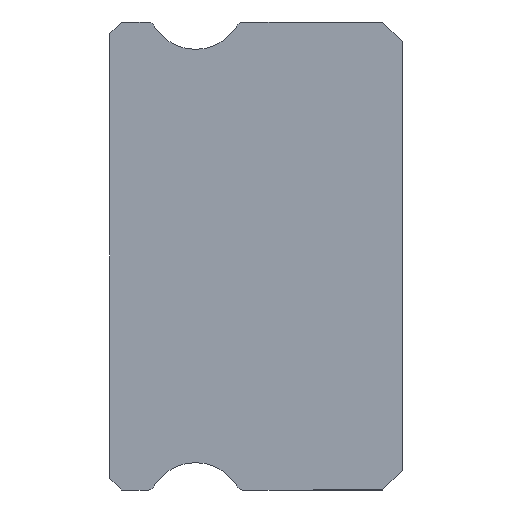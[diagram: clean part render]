
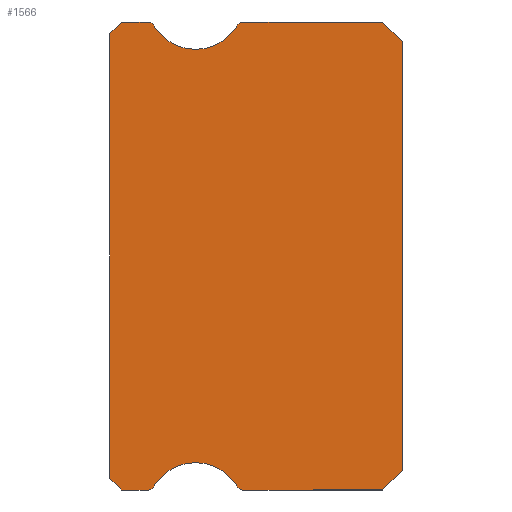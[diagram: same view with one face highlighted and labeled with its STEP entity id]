
A CAD part, left-side view. The second image highlights one B-rep face of the part: STEP entity #1566.
In plain terms, the highlighted planar face has unit normal (-1, 0, 0).
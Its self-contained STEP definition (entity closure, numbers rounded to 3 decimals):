
#44 = CARTESIAN_POINT ( 'NONE',  ( -10., 5.3, 5.3 ) ) ;
#49 = CARTESIAN_POINT ( 'NONE',  ( -10., 0., 5.5 ) ) ;
#56 = CARTESIAN_POINT ( 'NONE',  ( -10., 6.512, 5.85 ) ) ;
#94 = CARTESIAN_POINT ( 'NONE',  ( -10., 7.2, -6. ) ) ;
#118 = VECTOR ( 'NONE', #3263, 1000. ) ;
#172 = CARTESIAN_POINT ( 'NONE',  ( -10., 6.512, 5.85 ) ) ;
#211 = EDGE_CURVE ( 'NONE', #2629, #289, #1976, .T. ) ;
#260 = DIRECTION ( 'NONE',  ( 1., 0., 0. ) ) ;
#276 = AXIS2_PLACEMENT_3D ( 'NONE', #56, #1093, #2114 ) ;
#289 = VERTEX_POINT ( 'NONE', #2643 ) ;
#337 = CARTESIAN_POINT ( 'NONE',  ( -10., 0.5, 6. ) ) ;
#352 = DIRECTION ( 'NONE',  ( 0., 0.707, -0.707 ) ) ;
#364 = DIRECTION ( 'NONE',  ( 0., 1., 0. ) ) ;
#377 = EDGE_CURVE ( 'NONE', #3266, #1045, #2671, .T. ) ;
#430 = ORIENTED_EDGE ( 'NONE', *, *, #2791, .F. ) ;
#500 = ORIENTED_EDGE ( 'NONE', *, *, #1776, .F. ) ;
#514 = ORIENTED_EDGE ( 'NONE', *, *, #377, .F. ) ;
#525 = CARTESIAN_POINT ( 'NONE',  ( -10., 5.3, 6.55 ) ) ;
#566 = DIRECTION ( 'NONE',  ( 0., 0., -1. ) ) ;
#578 = CARTESIAN_POINT ( 'NONE',  ( -10., 6.512, 6. ) ) ;
#587 = CIRCLE ( 'NONE', #1387, 1.25 ) ;
#607 = VECTOR ( 'NONE', #364, 1000. ) ;
#643 = DIRECTION ( 'NONE',  ( 1., 0., 0. ) ) ;
#660 = ORIENTED_EDGE ( 'NONE', *, *, #1724, .F. ) ;
#765 = DIRECTION ( 'NONE',  ( 0., -1., 0. ) ) ;
#778 = VECTOR ( 'NONE', #1359, 1000. ) ;
#792 = VERTEX_POINT ( 'NONE', #3102 ) ;
#798 = EDGE_CURVE ( 'NONE', #3212, #885, #1872, .T. ) ;
#865 = CARTESIAN_POINT ( 'NONE',  ( -10., 7.5, 5.85 ) ) ;
#878 = CARTESIAN_POINT ( 'NONE',  ( -10., 7.2, -6. ) ) ;
#885 = VERTEX_POINT ( 'NONE', #951 ) ;
#903 = CARTESIAN_POINT ( 'NONE',  ( -10., 6.512, -6. ) ) ;
#918 = LINE ( 'NONE', #903, #1361 ) ;
#935 = VECTOR ( 'NONE', #2858, 1000. ) ;
#951 = CARTESIAN_POINT ( 'NONE',  ( -10., 6.383, 5.925 ) ) ;
#956 = CARTESIAN_POINT ( 'NONE',  ( -10., 0.5, 6. ) ) ;
#957 = CARTESIAN_POINT ( 'NONE',  ( -10., 0.5, -6. ) ) ;
#993 = ORIENTED_EDGE ( 'NONE', *, *, #1151, .F. ) ;
#1010 = CARTESIAN_POINT ( 'NONE',  ( -10., 7.5, -5.7 ) ) ;
#1016 = EDGE_LOOP ( 'NONE', ( #1663, #2502, #1968, #2563, #660, #2792, #1248, #3249, #430, #2084, #514, #500, #993, #2912, #2410, #1536, #2531 ) ) ;
#1020 = CARTESIAN_POINT ( 'NONE',  ( -10., 0., -5.5 ) ) ;
#1027 = DIRECTION ( 'NONE',  ( -1., 0., 0. ) ) ;
#1045 = VERTEX_POINT ( 'NONE', #49 ) ;
#1055 = DIRECTION ( 'NONE',  ( 0., 0., -1. ) ) ;
#1074 = LINE ( 'NONE', #865, #935 ) ;
#1078 = CARTESIAN_POINT ( 'NONE',  ( -10., 7.5, 5.7 ) ) ;
#1092 = VERTEX_POINT ( 'NONE', #1078 ) ;
#1093 = DIRECTION ( 'NONE',  ( 1., 0., 0. ) ) ;
#1140 = AXIS2_PLACEMENT_3D ( 'NONE', #2195, #1433, #2180 ) ;
#1150 = CIRCLE ( 'NONE', #1216, 0.15 ) ;
#1151 = EDGE_CURVE ( 'NONE', #1821, #2212, #1809, .T. ) ;
#1183 = DIRECTION ( 'NONE',  ( 0., 0., -1. ) ) ;
#1184 = CARTESIAN_POINT ( 'NONE',  ( -10., 4.217, -5.925 ) ) ;
#1208 = DIRECTION ( 'NONE',  ( 0., 0., -1. ) ) ;
#1211 = VECTOR ( 'NONE', #352, 1000. ) ;
#1216 = AXIS2_PLACEMENT_3D ( 'NONE', #2058, #260, #1524 ) ;
#1248 = ORIENTED_EDGE ( 'NONE', *, *, #2235, .F. ) ;
#1312 = VERTEX_POINT ( 'NONE', #2011 ) ;
#1345 = EDGE_CURVE ( 'NONE', #885, #1360, #2174, .T. ) ;
#1353 = LINE ( 'NONE', #94, #2433 ) ;
#1359 = DIRECTION ( 'NONE',  ( 0., 0., 1. ) ) ;
#1360 = VERTEX_POINT ( 'NONE', #44 ) ;
#1361 = VECTOR ( 'NONE', #1940, 1000. ) ;
#1387 = AXIS2_PLACEMENT_3D ( 'NONE', #1454, #2535, #1208 ) ;
#1433 = DIRECTION ( 'NONE',  ( 1., 0., 0. ) ) ;
#1438 = EDGE_CURVE ( 'NONE', #792, #1092, #2148, .T. ) ;
#1454 = CARTESIAN_POINT ( 'NONE',  ( -10., 5.3, 6.55 ) ) ;
#1500 = EDGE_CURVE ( 'NONE', #1691, #2439, #1353, .T. ) ;
#1524 = DIRECTION ( 'NONE',  ( 0., 0., -1. ) ) ;
#1536 = ORIENTED_EDGE ( 'NONE', *, *, #798, .F. ) ;
#1566 = ADVANCED_FACE ( 'NONE', ( #1955 ), #2263, .F. ) ;
#1581 = VERTEX_POINT ( 'NONE', #957 ) ;
#1663 = ORIENTED_EDGE ( 'NONE', *, *, #1438, .T. ) ;
#1685 = VECTOR ( 'NONE', #2479, 1000. ) ;
#1691 = VERTEX_POINT ( 'NONE', #1010 ) ;
#1724 = EDGE_CURVE ( 'NONE', #289, #3264, #1150, .T. ) ;
#1735 = LINE ( 'NONE', #2730, #1685 ) ;
#1771 = VECTOR ( 'NONE', #3217, 1000. ) ;
#1776 = EDGE_CURVE ( 'NONE', #2212, #3266, #1813, .T. ) ;
#1795 = CARTESIAN_POINT ( 'NONE',  ( -10., 5.3, -6.55 ) ) ;
#1809 = CIRCLE ( 'NONE', #3299, 0.15 ) ;
#1813 = LINE ( 'NONE', #2593, #2908 ) ;
#1821 = VERTEX_POINT ( 'NONE', #2721 ) ;
#1872 = CIRCLE ( 'NONE', #276, 0.15 ) ;
#1878 = CARTESIAN_POINT ( 'NONE',  ( -10., 7.5, 5.7 ) ) ;
#1940 = DIRECTION ( 'NONE',  ( 0., -1., 0. ) ) ;
#1955 = FACE_OUTER_BOUND ( 'NONE', #1016, .T. ) ;
#1968 = ORIENTED_EDGE ( 'NONE', *, *, #1500, .T. ) ;
#1976 = CIRCLE ( 'NONE', #2446, 1.25 ) ;
#1981 = VERTEX_POINT ( 'NONE', #1020 ) ;
#2011 = CARTESIAN_POINT ( 'NONE',  ( -10., 4.088, -6. ) ) ;
#2058 = CARTESIAN_POINT ( 'NONE',  ( -10., 6.512, -5.85 ) ) ;
#2080 = EDGE_CURVE ( 'NONE', #1981, #1045, #3097, .T. ) ;
#2084 = ORIENTED_EDGE ( 'NONE', *, *, #2080, .T. ) ;
#2107 = CARTESIAN_POINT ( 'NONE',  ( -10., 7.2, 6. ) ) ;
#2114 = DIRECTION ( 'NONE',  ( 0., 0., -1. ) ) ;
#2127 = AXIS2_PLACEMENT_3D ( 'NONE', #172, #643, #1183 ) ;
#2148 = LINE ( 'NONE', #1878, #1211 ) ;
#2164 = DIRECTION ( 'NONE',  ( 1., 0., 0. ) ) ;
#2174 = CIRCLE ( 'NONE', #2278, 1.25 ) ;
#2180 = DIRECTION ( 'NONE',  ( 0., 0., -1. ) ) ;
#2195 = CARTESIAN_POINT ( 'NONE',  ( -10., 4.088, -5.85 ) ) ;
#2212 = VERTEX_POINT ( 'NONE', #2849 ) ;
#2235 = EDGE_CURVE ( 'NONE', #1312, #2629, #2599, .T. ) ;
#2263 = PLANE ( 'NONE',  #2127 ) ;
#2272 = EDGE_CURVE ( 'NONE', #2439, #3264, #918, .T. ) ;
#2278 = AXIS2_PLACEMENT_3D ( 'NONE', #525, #3296, #1055 ) ;
#2282 = CARTESIAN_POINT ( 'NONE',  ( -10., 6.512, -6. ) ) ;
#2379 = DIRECTION ( 'NONE',  ( 0., 0., -1. ) ) ;
#2409 = CARTESIAN_POINT ( 'NONE',  ( -10., 4.088, 5.85 ) ) ;
#2410 = ORIENTED_EDGE ( 'NONE', *, *, #1345, .F. ) ;
#2418 = DIRECTION ( 'NONE',  ( 0., -0.707, -0.707 ) ) ;
#2433 = VECTOR ( 'NONE', #2418, 1000. ) ;
#2439 = VERTEX_POINT ( 'NONE', #878 ) ;
#2446 = AXIS2_PLACEMENT_3D ( 'NONE', #1795, #1027, #566 ) ;
#2470 = EDGE_CURVE ( 'NONE', #3212, #792, #2660, .T. ) ;
#2479 = DIRECTION ( 'NONE',  ( 0., 0.707, -0.707 ) ) ;
#2486 = EDGE_CURVE ( 'NONE', #1691, #1092, #1074, .T. ) ;
#2502 = ORIENTED_EDGE ( 'NONE', *, *, #2486, .F. ) ;
#2531 = ORIENTED_EDGE ( 'NONE', *, *, #2470, .T. ) ;
#2535 = DIRECTION ( 'NONE',  ( -1., 0., 0. ) ) ;
#2563 = ORIENTED_EDGE ( 'NONE', *, *, #2272, .T. ) ;
#2572 = CARTESIAN_POINT ( 'NONE',  ( -10., 0., 5.5 ) ) ;
#2593 = CARTESIAN_POINT ( 'NONE',  ( -10., 6.512, 6. ) ) ;
#2594 = CARTESIAN_POINT ( 'NONE',  ( -10., 6.512, -6. ) ) ;
#2599 = CIRCLE ( 'NONE', #1140, 0.15 ) ;
#2629 = VERTEX_POINT ( 'NONE', #1184 ) ;
#2643 = CARTESIAN_POINT ( 'NONE',  ( -10., 6.383, -5.925 ) ) ;
#2660 = LINE ( 'NONE', #2107, #607 ) ;
#2671 = LINE ( 'NONE', #956, #1771 ) ;
#2721 = CARTESIAN_POINT ( 'NONE',  ( -10., 4.217, 5.925 ) ) ;
#2730 = CARTESIAN_POINT ( 'NONE',  ( -10., 0., -5.5 ) ) ;
#2791 = EDGE_CURVE ( 'NONE', #1981, #1581, #1735, .T. ) ;
#2792 = ORIENTED_EDGE ( 'NONE', *, *, #211, .F. ) ;
#2849 = CARTESIAN_POINT ( 'NONE',  ( -10., 4.088, 6. ) ) ;
#2858 = DIRECTION ( 'NONE',  ( 0., 0., 1. ) ) ;
#2908 = VECTOR ( 'NONE', #765, 1000. ) ;
#2912 = ORIENTED_EDGE ( 'NONE', *, *, #3172, .F. ) ;
#2998 = LINE ( 'NONE', #2282, #118 ) ;
#3097 = LINE ( 'NONE', #2572, #778 ) ;
#3102 = CARTESIAN_POINT ( 'NONE',  ( -10., 7.2, 6. ) ) ;
#3172 = EDGE_CURVE ( 'NONE', #1360, #1821, #587, .T. ) ;
#3205 = EDGE_CURVE ( 'NONE', #1581, #1312, #2998, .T. ) ;
#3212 = VERTEX_POINT ( 'NONE', #578 ) ;
#3217 = DIRECTION ( 'NONE',  ( 0., -0.707, -0.707 ) ) ;
#3249 = ORIENTED_EDGE ( 'NONE', *, *, #3205, .F. ) ;
#3263 = DIRECTION ( 'NONE',  ( 0., 1., 0. ) ) ;
#3264 = VERTEX_POINT ( 'NONE', #2594 ) ;
#3266 = VERTEX_POINT ( 'NONE', #337 ) ;
#3296 = DIRECTION ( 'NONE',  ( -1., 0., 0. ) ) ;
#3299 = AXIS2_PLACEMENT_3D ( 'NONE', #2409, #2164, #2379 ) ;
